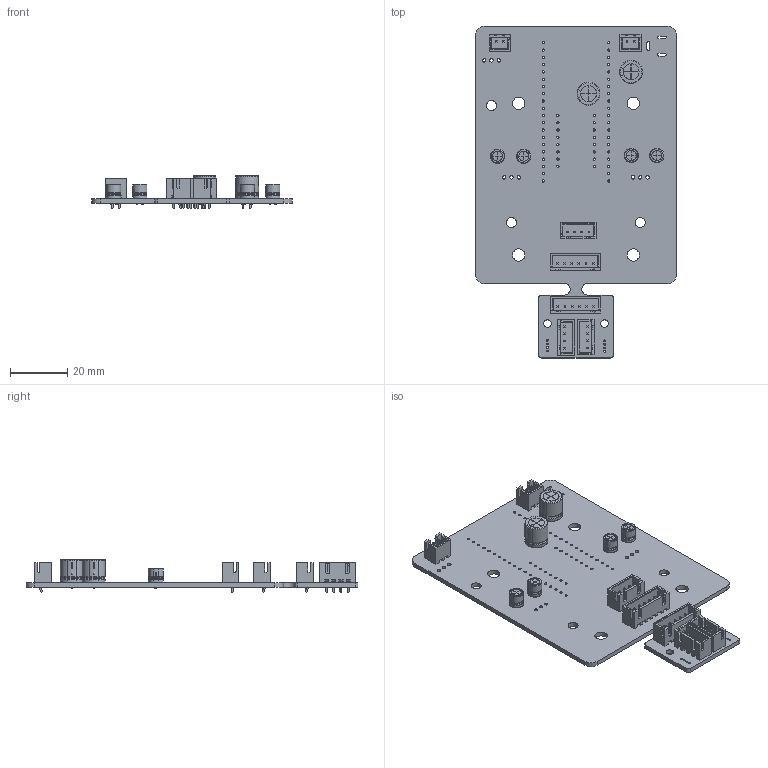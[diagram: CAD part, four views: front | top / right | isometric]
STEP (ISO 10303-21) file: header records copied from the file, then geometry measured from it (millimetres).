
FILE_DESCRIPTION(('KiCad electronic assembly'),'2;1');
FILE_NAME('volaser.step','2018-11-25T01:16:40',('An Author'),( 'A Company'),'Open CASCADE STEP processor 6.9', 'KiCad to STEP converter','Unknown');
FILE_SCHEMA(('AUTOMOTIVE_DESIGN { 1 0 10303 214 1 1 1 1 }'));
Length unit declared in the file: millimetre
Products named in the file (12): Open CASCADE STEP translator 6.9 1; JST_XH_B06B-XH-A_1x06_P2.50mm_Vertical; SOLID; JST_XH_B02B-XH-A_1x02_P2.50mm_Vertical; CP_Radial_D8.0mm_P3.50mm; JST_XH_B04B-XH-A_1x04_P2.50mm_Vertical; CP_Radial_D5.0mm_P2.00mm; COMPOUND
Assembly tree (19 placements, depth 3):
  Open CASCADE STEP translator 6.9 1
    JST_XH_B06B-XH-A_1x06_P2.50mm_Vertical  x2
      SOLID
    JST_XH_B02B-XH-A_1x02_P2.50mm_Vertical  x2
      SOLID
    CP_Radial_D8.0mm_P3.50mm  x2
      SOLID
    JST_XH_B04B-XH-A_1x04_P2.50mm_Vertical  x3
      SOLID
    CP_Radial_D5.0mm_P2.00mm  x4
      SOLID
    COMPOUND
Bounding box: 70 x 116 x 11.4 mm (x, y, z)
Volume: 13617.7 mm3; surface area: 20499.1 mm2
Topology: 14 solids, 20 shells, 1439 faces, 3739 edges, 2410 vertices
Faces by surface type: plane 1107, cylinder 248, bspline 40, revolution 32, torus 12
Full cylindrical faces by diameter (mm): 0.5 x12, 0.6 x8, 0.8 x68, 0.95 x24, 1 x4, 1.2 x9, 2.7 x2, 3.5 x3, 4.3 x4
Entity records: 51536 total; most frequent: CARTESIAN_POINT 10507, DIRECTION 6986, LINE 4487, VECTOR 4487, ORIENTED_EDGE 3602, PCURVE 3602, DEFINITIONAL_REPRESENTATION 3602, EDGE_CURVE 1801
